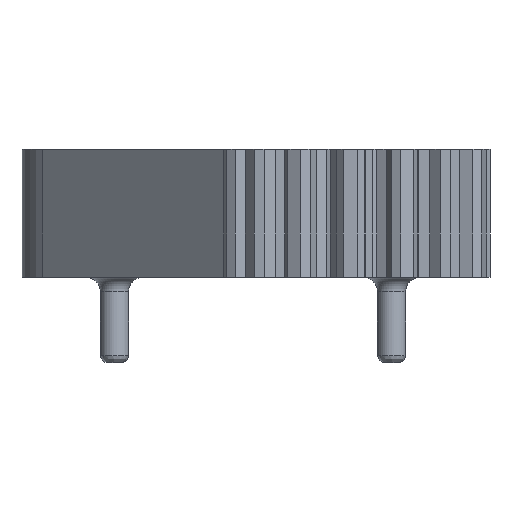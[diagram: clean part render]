
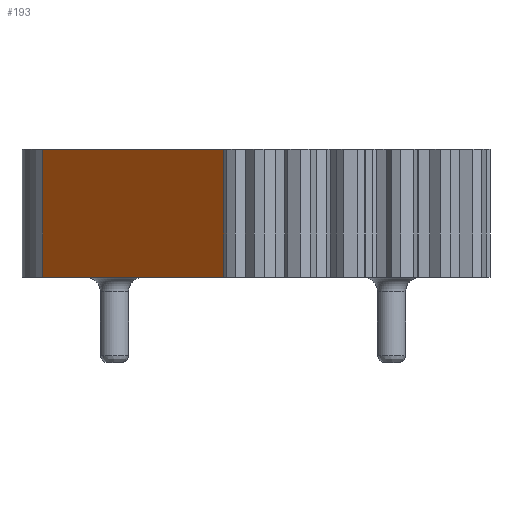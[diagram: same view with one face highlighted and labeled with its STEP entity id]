
A CAD part, front view. The second image highlights one B-rep face of the part: STEP entity #193.
In plain terms, the highlighted planar face has unit normal (-0.707, -0.707, 0).
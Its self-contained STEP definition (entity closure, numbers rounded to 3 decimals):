
#71=FACE_OUTER_BOUND('',#494,.T.);
#193=ADVANCED_FACE('',(#71),#311,.F.);
#311=PLANE('',#2579);
#494=EDGE_LOOP('',(#878,#879,#880,#881));
#878=ORIENTED_EDGE('',*,*,#1666,.F.);
#879=ORIENTED_EDGE('',*,*,#1802,.T.);
#880=ORIENTED_EDGE('',*,*,#1682,.T.);
#881=ORIENTED_EDGE('',*,*,#1803,.T.);
#1430=VERTEX_POINT('',#3570);
#1431=VERTEX_POINT('',#3572);
#1446=VERTEX_POINT('',#3603);
#1447=VERTEX_POINT('',#3605);
#1666=EDGE_CURVE('',#1430,#1431,#2001,.T.);
#1682=EDGE_CURVE('',#1447,#1446,#2011,.T.);
#1802=EDGE_CURVE('',#1430,#1447,#2112,.T.);
#1803=EDGE_CURVE('',#1446,#1431,#2113,.T.);
#2001=LINE('',#3571,#2305);
#2011=LINE('',#3604,#2315);
#2112=LINE('',#3834,#2416);
#2113=LINE('',#3835,#2417);
#2305=VECTOR('',#2826,1.);
#2315=VECTOR('',#2850,1.);
#2416=VECTOR('',#3011,1.);
#2417=VECTOR('',#3012,1.);
#2579=AXIS2_PLACEMENT_3D('',#3836,#3013,#3014);
#2826=DIRECTION('',(0.707,-0.707,0.));
#2850=DIRECTION('',(0.707,-0.707,0.));
#3011=DIRECTION('',(0.,0.,-1.));
#3012=DIRECTION('',(0.,0.,1.));
#3013=DIRECTION('',(0.707,0.707,0.));
#3014=DIRECTION('',(-0.707,0.707,0.));
#3570=CARTESIAN_POINT('',(-29.536,-17.95,9.));
#3571=CARTESIAN_POINT('',(-31.,-16.485,9.));
#3572=CARTESIAN_POINT('',(-14.764,-32.721,9.));
#3603=CARTESIAN_POINT('',(-14.764,-32.721,0.));
#3604=CARTESIAN_POINT('',(-31.,-16.485,0.));
#3605=CARTESIAN_POINT('',(-29.536,-17.95,0.));
#3834=CARTESIAN_POINT('',(-29.536,-17.95,9.));
#3835=CARTESIAN_POINT('',(-14.764,-32.721,9.));
#3836=CARTESIAN_POINT('',(-31.,-16.485,9.));
